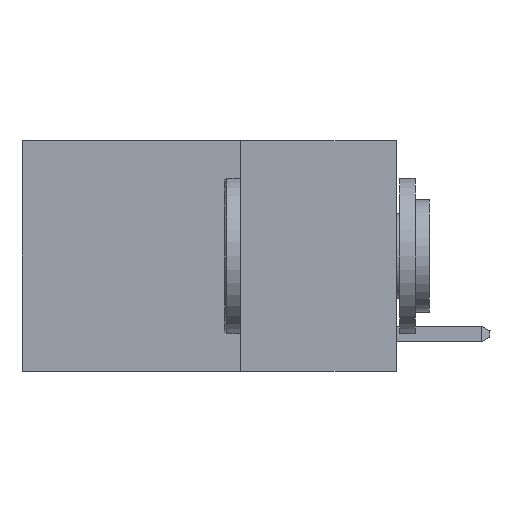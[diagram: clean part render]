
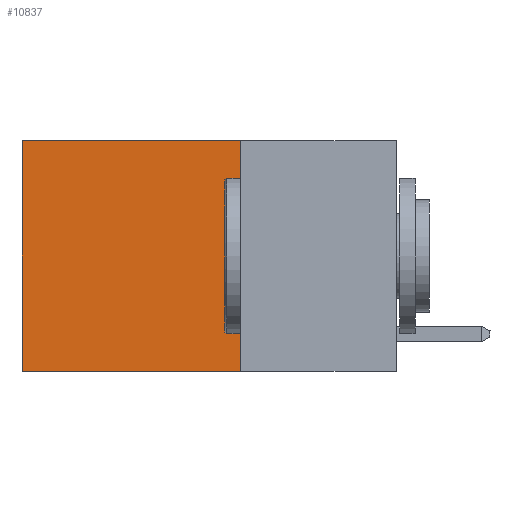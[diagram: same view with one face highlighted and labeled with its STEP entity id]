
A CAD part, left-side view. The second image highlights one B-rep face of the part: STEP entity #10837.
In plain terms, the highlighted planar face has unit normal (-1, 0, 0).
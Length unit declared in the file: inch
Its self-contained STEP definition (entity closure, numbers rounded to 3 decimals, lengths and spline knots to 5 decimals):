
#587 = PLANE ( 'NONE',  #26394 ) ;
#1186 = VECTOR ( 'NONE', #18477, 39.37008 ) ;
#2382 = EDGE_CURVE ( 'NONE', #15931, #28346, #18432, .T. ) ;
#6028 = DIRECTION ( 'NONE',  ( 0., 0., -1. ) ) ;
#7037 = VERTEX_POINT ( 'NONE', #11043 ) ;
#7295 = LINE ( 'NONE', #14600, #14620 ) ;
#9913 = CARTESIAN_POINT ( 'NONE',  ( 0.2625, 0.25, 0. ) ) ;
#10208 = FACE_OUTER_BOUND ( 'NONE', #29669, .T. ) ;
#10312 = VECTOR ( 'NONE', #16126, 39.37008 ) ;
#10837 = ADVANCED_FACE ( 'NONE', ( #10208 ), #587, .F. ) ;
#11043 = CARTESIAN_POINT ( 'NONE',  ( 0.2625, 0.25, -0.37 ) ) ;
#11203 = ORIENTED_EDGE ( 'NONE', *, *, #27449, .F. ) ;
#12507 = EDGE_CURVE ( 'NONE', #22327, #15931, #27178, .T. ) ;
#13870 = ORIENTED_EDGE ( 'NONE', *, *, #12507, .T. ) ;
#14317 = DIRECTION ( 'NONE',  ( 0., 0., -1. ) ) ;
#14600 = CARTESIAN_POINT ( 'NONE',  ( 0.2625, 0.25, 0. ) ) ;
#14619 = DIRECTION ( 'NONE',  ( 0., 0., -1. ) ) ;
#14620 = VECTOR ( 'NONE', #14317, 39.37008 ) ;
#14847 = ORIENTED_EDGE ( 'NONE', *, *, #17555, .F. ) ;
#15746 = CARTESIAN_POINT ( 'NONE',  ( 0.2625, 0.25, 0. ) ) ;
#15931 = VERTEX_POINT ( 'NONE', #24242 ) ;
#16126 = DIRECTION ( 'NONE',  ( 0., 1., 0. ) ) ;
#16580 = VECTOR ( 'NONE', #6028, 39.37008 ) ;
#17555 = EDGE_CURVE ( 'NONE', #7037, #28346, #20530, .T. ) ;
#18432 = LINE ( 'NONE', #19987, #16580 ) ;
#18477 = DIRECTION ( 'NONE',  ( 0., 1., 0. ) ) ;
#18710 = CARTESIAN_POINT ( 'NONE',  ( 0.2625, 0.25, -0.37 ) ) ;
#19403 = ORIENTED_EDGE ( 'NONE', *, *, #2382, .T. ) ;
#19586 = DIRECTION ( 'NONE',  ( 1., 0., 0. ) ) ;
#19987 = CARTESIAN_POINT ( 'NONE',  ( 0.2625, 0.6, 0. ) ) ;
#20530 = LINE ( 'NONE', #18710, #10312 ) ;
#22327 = VERTEX_POINT ( 'NONE', #26778 ) ;
#24208 = CARTESIAN_POINT ( 'NONE',  ( 0.2625, 0.6, -0.37 ) ) ;
#24242 = CARTESIAN_POINT ( 'NONE',  ( 0.2625, 0.6, 0. ) ) ;
#26394 = AXIS2_PLACEMENT_3D ( 'NONE', #9913, #19586, #14619 ) ;
#26778 = CARTESIAN_POINT ( 'NONE',  ( 0.2625, 0.25, 0. ) ) ;
#27178 = LINE ( 'NONE', #15746, #1186 ) ;
#27449 = EDGE_CURVE ( 'NONE', #22327, #7037, #7295, .T. ) ;
#28346 = VERTEX_POINT ( 'NONE', #24208 ) ;
#29669 = EDGE_LOOP ( 'NONE', ( #19403, #14847, #11203, #13870 ) ) ;
